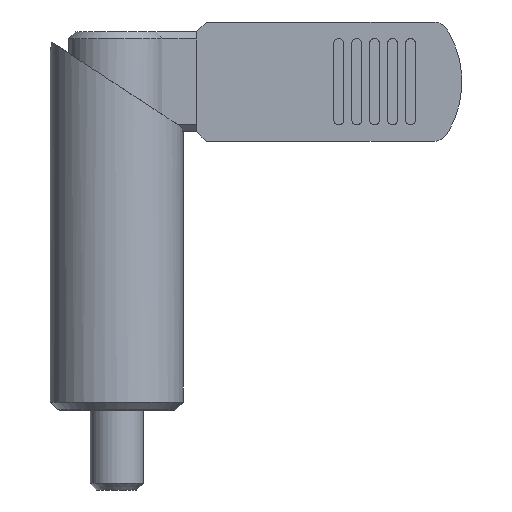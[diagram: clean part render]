
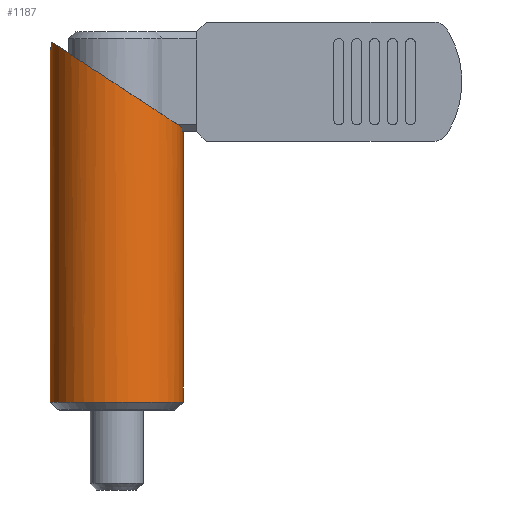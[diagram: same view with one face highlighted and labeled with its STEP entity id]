
A CAD part, front view. The second image highlights one B-rep face of the part: STEP entity #1187.
In plain terms, the highlighted cylindrical face has radius 10 mm (diameter 20 mm), a partial arc.
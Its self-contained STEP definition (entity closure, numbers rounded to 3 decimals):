
#557=VERTEX_POINT('',#1568);
#617=VERTEX_POINT('',#1637);
#661=VERTEX_POINT('',#1686);
#671=VERTEX_POINT('',#1697);
#933=EDGE_CURVE('',#557,#661,#1999,.T.);
#991=EDGE_CURVE('',#557,#617,#2063,.T.);
#1187=ADVANCED_FACE('',(#2277),#2278,.T.);
#1219=EDGE_CURVE('',#671,#617,#2311,.T.);
#1375=EDGE_CURVE('',#1499,#661,#2484,.T.);
#1473=EDGE_CURVE('',#671,#1499,#2594,.T.);
#1499=VERTEX_POINT('',#2622);
#1568=CARTESIAN_POINT('',(-10.,0.,1.25));
#1637=CARTESIAN_POINT('',(10.,0.,1.25));
#1686=CARTESIAN_POINT('',(-10.,0.,54.238));
#1697=CARTESIAN_POINT('',(10.,0.,42.5));
#1999=LINE('',#3265,#3266);
#2063=CIRCLE('',#3355,10.);
#2277=FACE_OUTER_BOUND('',#3645,.T.);
#2278=CYLINDRICAL_SURFACE('',#3646,10.);
#2311=LINE('',#3700,#3701);
#2484=B_SPLINE_CURVE_WITH_KNOTS('',3,(#3945,#3946,#3947,#3948,#3949,#3950,#3951,#3952,#3953,#3954,#3955,#3956,#3957,#3958),.UNSPECIFIED.,.F.,.F.,(4,2,2,2,2,2,4),(0.938,1.236,1.648,2.06,2.472,2.884,3.296),.UNSPECIFIED.);
#2594=ELLIPSE('',#4103,11.954,10.);
#2622=CARTESIAN_POINT('',(-9.805,-1.964,55.472));
#3265=CARTESIAN_POINT('',(-10.,0.,28.425));
#3266=VECTOR('',#4715,1.0);
#3355=AXIS2_PLACEMENT_3D('',#4792,#4793,#4794);
#3645=EDGE_LOOP('',(#5048,#5049,#5050,#5051,#5052));
#3646=AXIS2_PLACEMENT_3D('',#5053,#5054,#5055);
#3700=CARTESIAN_POINT('',(10.,0.,28.425));
#3701=VECTOR('',#5084,1.0);
#3945=CARTESIAN_POINT('',(-9.805,-1.964,55.472));
#3946=CARTESIAN_POINT('',(-9.814,-1.919,55.378));
#3947=CARTESIAN_POINT('',(-9.824,-1.867,55.286));
#3948=CARTESIAN_POINT('',(-9.85,-1.729,55.082));
#3949=CARTESIAN_POINT('',(-9.865,-1.638,54.973));
#3950=CARTESIAN_POINT('',(-9.896,-1.445,54.779));
#3951=CARTESIAN_POINT('',(-9.911,-1.336,54.689));
#3952=CARTESIAN_POINT('',(-9.94,-1.098,54.529));
#3953=CARTESIAN_POINT('',(-9.954,-0.97,54.46));
#3954=CARTESIAN_POINT('',(-9.976,-0.701,54.348));
#3955=CARTESIAN_POINT('',(-9.985,-0.561,54.306));
#3956=CARTESIAN_POINT('',(-9.997,-0.279,54.251));
#3957=CARTESIAN_POINT('',(-10.,-0.137,54.238));
#3958=CARTESIAN_POINT('',(-10.,0.,54.238));
#4103=AXIS2_PLACEMENT_3D('',#5416,#5417,#5418);
#4715=DIRECTION('',(0.,0.,1.0));
#4792=CARTESIAN_POINT('',(0.,0.,1.25));
#4793=DIRECTION('',(0.,0.,1.0));
#4794=DIRECTION('',(-1.0,0.,0.));
#5048=ORIENTED_EDGE('',*,*,#933,.F.);
#5049=ORIENTED_EDGE('',*,*,#991,.T.);
#5050=ORIENTED_EDGE('',*,*,#1219,.F.);
#5051=ORIENTED_EDGE('',*,*,#1473,.T.);
#5052=ORIENTED_EDGE('',*,*,#1375,.T.);
#5053=CARTESIAN_POINT('',(0.,0.,28.425));
#5054=DIRECTION('',(0.,0.,-1.0));
#5055=DIRECTION('',(-1.0,0.,0.));
#5084=DIRECTION('',(0.,0.,-1.0));
#5416=CARTESIAN_POINT('',(0.,0.,49.05));
#5417=DIRECTION('',(-0.548,0.,-0.837));
#5418=DIRECTION('',(-0.837,0.,0.548));
